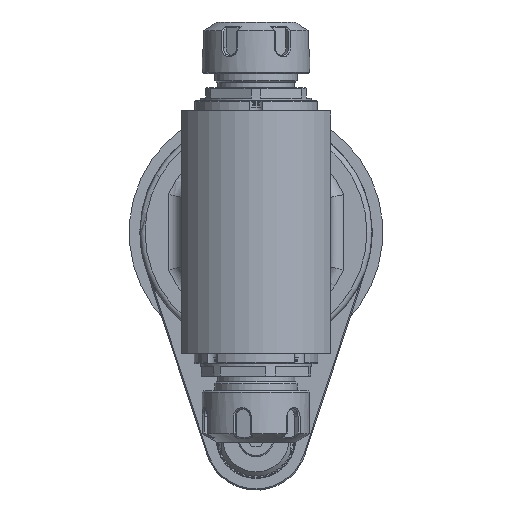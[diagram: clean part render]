
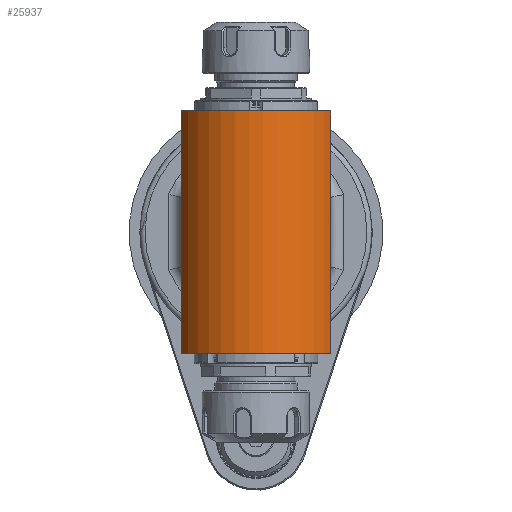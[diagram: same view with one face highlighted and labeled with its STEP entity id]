
A CAD part, front view. The second image highlights one B-rep face of the part: STEP entity #25937.
In plain terms, the highlighted cylindrical face has radius 32 mm (diameter 64 mm), a partial arc.
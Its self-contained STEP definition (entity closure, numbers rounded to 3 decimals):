
#1616=CIRCLE('',#28071,32.);
#1617=CIRCLE('',#28075,32.);
#2892=CYLINDRICAL_SURFACE('',#28140,32.);
#3602=FACE_OUTER_BOUND('',#5212,.T.);
#5212=EDGE_LOOP('',(#19765,#19766,#19767,#19768));
#7139=LINE('',#42002,#9129);
#7140=LINE('',#42004,#9130);
#9129=VECTOR('',#32759,94.);
#9130=VECTOR('',#32762,94.);
#11174=VERTEX_POINT('',#41484);
#11175=VERTEX_POINT('',#41486);
#11186=VERTEX_POINT('',#41514);
#11187=VERTEX_POINT('',#41516);
#14260=EDGE_CURVE('',#11175,#11174,#1616,.T.);
#14275=EDGE_CURVE('',#11186,#11187,#1617,.T.);
#14448=EDGE_CURVE('',#11174,#11187,#7139,.T.);
#14449=EDGE_CURVE('',#11175,#11186,#7140,.T.);
#19765=ORIENTED_EDGE('',*,*,#14260,.T.);
#19766=ORIENTED_EDGE('',*,*,#14448,.T.);
#19767=ORIENTED_EDGE('',*,*,#14275,.F.);
#19768=ORIENTED_EDGE('',*,*,#14449,.F.);
#25937=ADVANCED_FACE('',(#3602),#2892,.T.);
#28071=AXIS2_PLACEMENT_3D('',#41487,#32537,#32538);
#28075=AXIS2_PLACEMENT_3D('',#41517,#32559,#32560);
#28140=AXIS2_PLACEMENT_3D('',#42003,#32760,#32761);
#32537=DIRECTION('center_axis',(0.,0.,-1.));
#32538=DIRECTION('ref_axis',(0.906,-0.423,0.));
#32559=DIRECTION('center_axis',(0.,0.,-1.));
#32560=DIRECTION('ref_axis',(0.906,-0.423,0.));
#32759=DIRECTION('',(0.,0.,-1.));
#32760=DIRECTION('center_axis',(0.,0.,-1.));
#32761=DIRECTION('ref_axis',(1.,0.,0.));
#32762=DIRECTION('',(0.,0.,-1.));
#41484=CARTESIAN_POINT('',(-29.,-187.328,47.));
#41486=CARTESIAN_POINT('',(29.,-187.328,47.));
#41487=CARTESIAN_POINT('Origin',(0.,-173.8,47.));
#41514=CARTESIAN_POINT('',(29.,-187.328,-47.));
#41516=CARTESIAN_POINT('',(-29.,-187.328,-47.));
#41517=CARTESIAN_POINT('Origin',(0.,-173.8,-47.));
#42002=CARTESIAN_POINT('',(-29.,-187.328,47.));
#42003=CARTESIAN_POINT('Origin',(0.,-173.8,55.));
#42004=CARTESIAN_POINT('',(29.,-187.328,47.));
